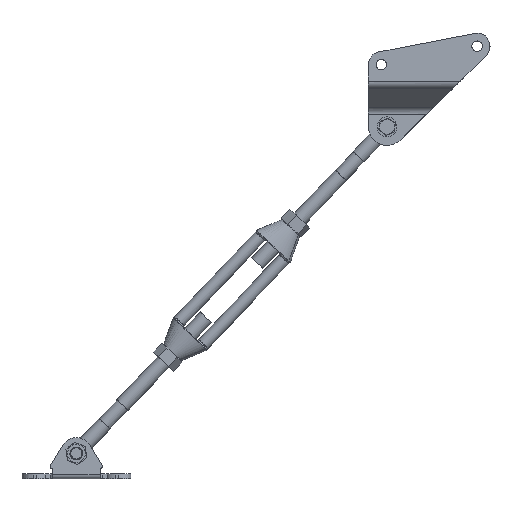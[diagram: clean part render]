
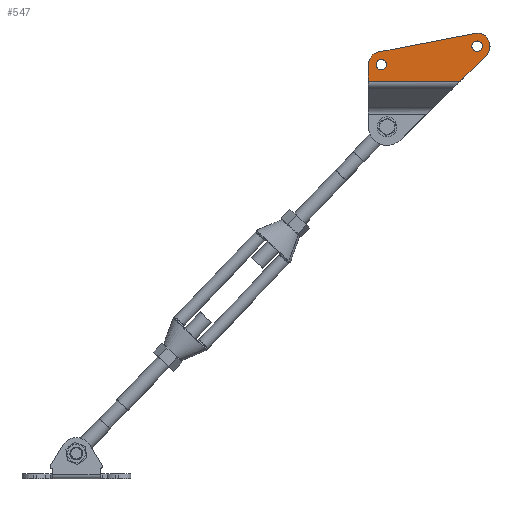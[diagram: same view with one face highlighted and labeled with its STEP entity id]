
A CAD part, top view. The second image highlights one B-rep face of the part: STEP entity #547.
In plain terms, the highlighted planar face has unit normal (0, 0, 1).
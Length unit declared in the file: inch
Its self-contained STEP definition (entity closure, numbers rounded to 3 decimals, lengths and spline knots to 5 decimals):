
#10 = DIRECTION ( 'NONE',  ( -1., 0., 0. ) ) ;
#43 = EDGE_CURVE ( 'NONE', #5636, #10348, #16814, .T. ) ;
#547 = ADVANCED_FACE ( 'NONE', ( #15005, #2037, #10467 ), #1746, .F. ) ;
#798 = CARTESIAN_POINT ( 'NONE',  ( 20.44104, 21.94665, 2.57874 ) ) ;
#833 = LINE ( 'NONE', #1707, #9780 ) ;
#1369 = EDGE_CURVE ( 'NONE', #10348, #5636, #20667, .T. ) ;
#1538 = CARTESIAN_POINT ( 'NONE',  ( 15.26051, 20.42783, 2.57874 ) ) ;
#1707 = CARTESIAN_POINT ( 'NONE',  ( 15.77119, 21.04636, 2.57874 ) ) ;
#1746 = PLANE ( 'NONE',  #3653 ) ;
#1843 = CARTESIAN_POINT ( 'NONE',  ( 16.14633, 20.42783, 2.57874 ) ) ;
#2037 = FACE_BOUND ( 'NONE', #9038, .T. ) ;
#2297 = DIRECTION ( 'NONE',  ( 0., 0., 1. ) ) ;
#2443 = EDGE_LOOP ( 'NONE', ( #17732, #9599 ) ) ;
#2628 = AXIS2_PLACEMENT_3D ( 'NONE', #20590, #21223, #7671 ) ;
#2763 = VECTOR ( 'NONE', #17701, 39.37008 ) ;
#3047 = CARTESIAN_POINT ( 'NONE',  ( 15.26051, 19.62189, 2.57874 ) ) ;
#3074 = CARTESIAN_POINT ( 'NONE',  ( 20.56028, 21.32811, 2.57874 ) ) ;
#3144 = LINE ( 'NONE', #20513, #12100 ) ;
#3523 = ORIENTED_EDGE ( 'NONE', *, *, #1369, .F. ) ;
#3653 = AXIS2_PLACEMENT_3D ( 'NONE', #20947, #16297, #19962 ) ;
#4017 = CARTESIAN_POINT ( 'NONE',  ( 15.89043, 20.42783, 2.57874 ) ) ;
#4780 = DIRECTION ( 'NONE',  ( -1., 0., 0. ) ) ;
#4977 = AXIS2_PLACEMENT_3D ( 'NONE', #4017, #15807, #5724 ) ;
#4979 = EDGE_CURVE ( 'NONE', #18058, #17546, #16186, .T. ) ;
#5597 = EDGE_CURVE ( 'NONE', #12336, #12393, #833, .T. ) ;
#5600 = ORIENTED_EDGE ( 'NONE', *, *, #9378, .F. ) ;
#5636 = VERTEX_POINT ( 'NONE', #1843 ) ;
#5724 = DIRECTION ( 'NONE',  ( -1., 0., 0. ) ) ;
#6205 = CIRCLE ( 'NONE', #21100, 0.62992 ) ;
#6579 = VERTEX_POINT ( 'NONE', #18642 ) ;
#6975 = ORIENTED_EDGE ( 'NONE', *, *, #21102, .F. ) ;
#7299 = ORIENTED_EDGE ( 'NONE', *, *, #7545, .F. ) ;
#7545 = EDGE_CURVE ( 'NONE', #16907, #18093, #20188, .T. ) ;
#7671 = DIRECTION ( 'NONE',  ( -1., 0., 0. ) ) ;
#8063 = AXIS2_PLACEMENT_3D ( 'NONE', #18042, #19434, #21176 ) ;
#8103 = CIRCLE ( 'NONE', #4977, 0.62992 ) ;
#9038 = EDGE_LOOP ( 'NONE', ( #3523, #10430 ) ) ;
#9192 = DIRECTION ( 'NONE',  ( 0., 0., 1. ) ) ;
#9378 = EDGE_CURVE ( 'NONE', #6579, #11668, #3144, .T. ) ;
#9599 = ORIENTED_EDGE ( 'NONE', *, *, #4979, .F. ) ;
#9780 = VECTOR ( 'NONE', #13492, 39.37008 ) ;
#9840 = CARTESIAN_POINT ( 'NONE',  ( 20.81619, 21.32811, 2.57874 ) ) ;
#10348 = VERTEX_POINT ( 'NONE', #20114 ) ;
#10430 = ORIENTED_EDGE ( 'NONE', *, *, #43, .F. ) ;
#10431 = DIRECTION ( 'NONE',  ( -0.713, -0.701, 0. ) ) ;
#10467 = FACE_BOUND ( 'NONE', #2443, .T. ) ;
#10809 = ORIENTED_EDGE ( 'NONE', *, *, #16176, .F. ) ;
#11608 = AXIS2_PLACEMENT_3D ( 'NONE', #19333, #9192, #20983 ) ;
#11668 = VERTEX_POINT ( 'NONE', #12010 ) ;
#11998 = CARTESIAN_POINT ( 'NONE',  ( 20.30438, 21.32811, 2.57874 ) ) ;
#12010 = CARTESIAN_POINT ( 'NONE',  ( 19.72272, 19.62189, 2.57874 ) ) ;
#12100 = VECTOR ( 'NONE', #10431, 39.37008 ) ;
#12295 = CARTESIAN_POINT ( 'NONE',  ( 15.08784, 19.62189, 2.57874 ) ) ;
#12336 = VERTEX_POINT ( 'NONE', #20728 ) ;
#12393 = VERTEX_POINT ( 'NONE', #798 ) ;
#12397 = CARTESIAN_POINT ( 'NONE',  ( 20.56028, 21.32811, 2.57874 ) ) ;
#12403 = LINE ( 'NONE', #12295, #21379 ) ;
#12864 = CIRCLE ( 'NONE', #11608, 0.25591 ) ;
#12873 = ORIENTED_EDGE ( 'NONE', *, *, #5597, .F. ) ;
#13492 = DIRECTION ( 'NONE',  ( 0.982, 0.189, 0. ) ) ;
#14087 = DIRECTION ( 'NONE',  ( -1., 0., 0. ) ) ;
#14196 = EDGE_CURVE ( 'NONE', #18093, #12336, #8103, .T. ) ;
#14915 = DIRECTION ( 'NONE',  ( 0., 0., -1. ) ) ;
#14946 = EDGE_CURVE ( 'NONE', #17546, #18058, #12864, .T. ) ;
#15005 = FACE_OUTER_BOUND ( 'NONE', #16463, .T. ) ;
#15807 = DIRECTION ( 'NONE',  ( 0., 0., -1. ) ) ;
#16176 = EDGE_CURVE ( 'NONE', #12393, #6579, #6205, .T. ) ;
#16186 = CIRCLE ( 'NONE', #17124, 0.25591 ) ;
#16297 = DIRECTION ( 'NONE',  ( 0., 0., -1. ) ) ;
#16463 = EDGE_LOOP ( 'NONE', ( #6975, #5600, #10809, #12873, #18225, #7299 ) ) ;
#16814 = CIRCLE ( 'NONE', #2628, 0.25591 ) ;
#16907 = VERTEX_POINT ( 'NONE', #3047 ) ;
#17124 = AXIS2_PLACEMENT_3D ( 'NONE', #12397, #2297, #14087 ) ;
#17546 = VERTEX_POINT ( 'NONE', #11998 ) ;
#17701 = DIRECTION ( 'NONE',  ( 0., 1., 0. ) ) ;
#17732 = ORIENTED_EDGE ( 'NONE', *, *, #14946, .F. ) ;
#18042 = CARTESIAN_POINT ( 'NONE',  ( 15.89043, 20.42783, 2.57874 ) ) ;
#18058 = VERTEX_POINT ( 'NONE', #9840 ) ;
#18093 = VERTEX_POINT ( 'NONE', #1538 ) ;
#18225 = ORIENTED_EDGE ( 'NONE', *, *, #14196, .F. ) ;
#18642 = CARTESIAN_POINT ( 'NONE',  ( 21.0018, 20.87882, 2.57874 ) ) ;
#19333 = CARTESIAN_POINT ( 'NONE',  ( 20.56028, 21.32811, 2.57874 ) ) ;
#19434 = DIRECTION ( 'NONE',  ( 0., 0., 1. ) ) ;
#19962 = DIRECTION ( 'NONE',  ( 0., -1., 0. ) ) ;
#20114 = CARTESIAN_POINT ( 'NONE',  ( 15.63452, 20.42783, 2.57874 ) ) ;
#20188 = LINE ( 'NONE', #21056, #2763 ) ;
#20513 = CARTESIAN_POINT ( 'NONE',  ( 21.0018, 20.87882, 2.57874 ) ) ;
#20590 = CARTESIAN_POINT ( 'NONE',  ( 15.89043, 20.42783, 2.57874 ) ) ;
#20667 = CIRCLE ( 'NONE', #8063, 0.25591 ) ;
#20728 = CARTESIAN_POINT ( 'NONE',  ( 15.77119, 21.04636, 2.57874 ) ) ;
#20947 = CARTESIAN_POINT ( 'NONE',  ( 15.08784, 21.95804, 2.57874 ) ) ;
#20983 = DIRECTION ( 'NONE',  ( -1., 0., 0. ) ) ;
#21056 = CARTESIAN_POINT ( 'NONE',  ( 15.26051, 21.95804, 2.57874 ) ) ;
#21100 = AXIS2_PLACEMENT_3D ( 'NONE', #3074, #14915, #4780 ) ;
#21102 = EDGE_CURVE ( 'NONE', #11668, #16907, #12403, .T. ) ;
#21176 = DIRECTION ( 'NONE',  ( -1., 0., 0. ) ) ;
#21223 = DIRECTION ( 'NONE',  ( 0., 0., 1. ) ) ;
#21379 = VECTOR ( 'NONE', #10, 39.37008 ) ;
